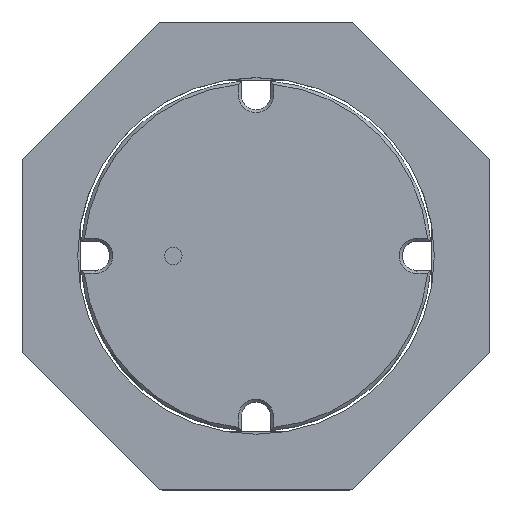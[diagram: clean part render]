
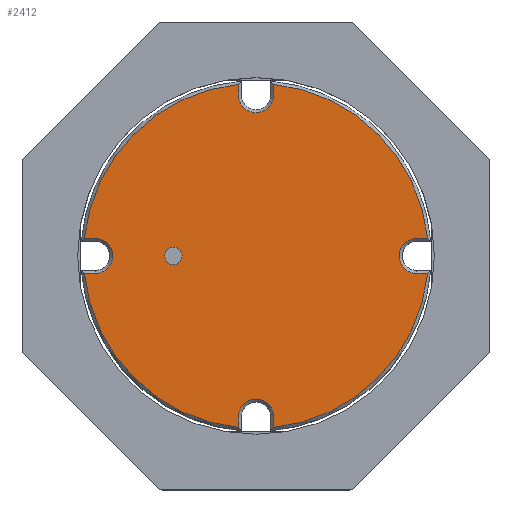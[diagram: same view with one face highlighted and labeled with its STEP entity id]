
A CAD part, top view. The second image highlights one B-rep face of the part: STEP entity #2412.
In plain terms, the highlighted planar face has unit normal (0, 0, 1).
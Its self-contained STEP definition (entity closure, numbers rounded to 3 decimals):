
#112=CARTESIAN_POINT('',(-1.415,0.15,1.8));
#113=VERTEX_POINT('',#112);
#122=CARTESIAN_POINT('',(-1.415,-0.15,1.8));
#123=VERTEX_POINT('',#122);
#124=CARTESIAN_POINT('',(-1.415,0.0,1.8));
#125=DIRECTION('',(0.0,0.0,-1.0));
#126=DIRECTION('',(0.0,1.0,0.0));
#127=AXIS2_PLACEMENT_3D('',#124,#125,#126);
#128=CIRCLE('',#127,0.15);
#129=EDGE_CURVE('',#123,#113,#128,.T.);
#484=CARTESIAN_POINT('',(2.935,0.3,1.8));
#485=VERTEX_POINT('',#484);
#493=CARTESIAN_POINT('',(2.75,0.3,1.8));
#494=VERTEX_POINT('',#493);
#495=CARTESIAN_POINT('',(2.75,0.3,1.8));
#496=DIRECTION('',(1.0,0.0,0.0));
#497=VECTOR('',#496,0.185);
#498=LINE('',#495,#497);
#499=EDGE_CURVE('',#494,#485,#498,.T.);
#515=CARTESIAN_POINT('',(2.935,-0.3,1.8));
#516=VERTEX_POINT('',#515);
#517=CARTESIAN_POINT('',(2.75,-0.3,1.8));
#518=VERTEX_POINT('',#517);
#519=CARTESIAN_POINT('',(2.935,-0.3,1.8));
#520=DIRECTION('',(-1.0,0.0,0.0));
#521=VECTOR('',#520,0.185);
#522=LINE('',#519,#521);
#523=EDGE_CURVE('',#516,#518,#522,.T.);
#664=CARTESIAN_POINT('',(-2.935,-0.3,1.8));
#665=VERTEX_POINT('',#664);
#673=CARTESIAN_POINT('',(-2.75,-0.3,1.8));
#674=VERTEX_POINT('',#673);
#675=CARTESIAN_POINT('',(-2.75,-0.3,1.8));
#676=DIRECTION('',(-1.0,0.0,0.0));
#677=VECTOR('',#676,0.185);
#678=LINE('',#675,#677);
#679=EDGE_CURVE('',#674,#665,#678,.T.);
#727=CARTESIAN_POINT('',(-2.75,0.3,1.8));
#728=VERTEX_POINT('',#727);
#745=CARTESIAN_POINT('',(-2.75,0.0,1.8));
#746=DIRECTION('',(0.0,0.0,-1.0));
#747=DIRECTION('',(0.0,-1.0,0.0));
#748=AXIS2_PLACEMENT_3D('',#745,#746,#747);
#749=CIRCLE('',#748,0.3);
#750=EDGE_CURVE('',#728,#674,#749,.T.);
#760=CARTESIAN_POINT('',(-0.3,-2.935,1.8));
#761=VERTEX_POINT('',#760);
#771=CARTESIAN_POINT('',(0.0,0.0,1.8));
#772=DIRECTION('',(0.0,0.0,-1.0));
#773=DIRECTION('',(0.0,-1.0,0.0));
#774=AXIS2_PLACEMENT_3D('',#771,#772,#773);
#775=CIRCLE('',#774,2.95);
#776=EDGE_CURVE('',#665,#761,#775,.F.);
#794=CARTESIAN_POINT('',(-2.935,0.3,1.8));
#795=VERTEX_POINT('',#794);
#805=CARTESIAN_POINT('',(-0.3,2.935,1.8));
#806=VERTEX_POINT('',#805);
#807=CARTESIAN_POINT('',(0.0,0.0,1.8));
#808=DIRECTION('',(0.0,0.0,-1.0));
#809=DIRECTION('',(0.0,-1.0,0.0));
#810=AXIS2_PLACEMENT_3D('',#807,#808,#809);
#811=CIRCLE('',#810,2.95);
#812=EDGE_CURVE('',#806,#795,#811,.F.);
#882=CARTESIAN_POINT('',(-0.3,-2.75,1.8));
#883=VERTEX_POINT('',#882);
#884=CARTESIAN_POINT('',(-0.3,-2.935,1.8));
#885=DIRECTION('',(0.0,1.0,0.0));
#886=VECTOR('',#885,0.185);
#887=LINE('',#884,#886);
#888=EDGE_CURVE('',#761,#883,#887,.T.);
#923=CARTESIAN_POINT('',(0.3,-2.75,1.8));
#924=VERTEX_POINT('',#923);
#931=CARTESIAN_POINT('',(0.0,-2.75,1.8));
#932=DIRECTION('',(0.0,0.0,-1.0));
#933=DIRECTION('',(0.0,-1.0,0.0));
#934=AXIS2_PLACEMENT_3D('',#931,#932,#933);
#935=CIRCLE('',#934,0.3);
#936=EDGE_CURVE('',#883,#924,#935,.T.);
#1004=CARTESIAN_POINT('',(-2.935,0.3,1.8));
#1005=DIRECTION('',(1.0,0.0,0.0));
#1006=VECTOR('',#1005,0.185);
#1007=LINE('',#1004,#1006);
#1008=EDGE_CURVE('',#795,#728,#1007,.T.);
#1132=CARTESIAN_POINT('',(-1.415,0.0,1.8));
#1133=DIRECTION('',(0.0,0.0,-1.0));
#1134=DIRECTION('',(0.0,1.0,0.0));
#1135=AXIS2_PLACEMENT_3D('',#1132,#1133,#1134);
#1136=CIRCLE('',#1135,0.15);
#1137=EDGE_CURVE('',#113,#123,#1136,.T.);
#1147=CARTESIAN_POINT('',(0.3,2.75,1.8));
#1148=VERTEX_POINT('',#1147);
#1156=CARTESIAN_POINT('',(-0.3,2.75,1.8));
#1157=VERTEX_POINT('',#1156);
#1164=CARTESIAN_POINT('',(0.0,2.75,1.8));
#1165=DIRECTION('',(0.0,0.0,-1.0));
#1166=DIRECTION('',(0.0,-1.0,0.0));
#1167=AXIS2_PLACEMENT_3D('',#1164,#1165,#1166);
#1168=CIRCLE('',#1167,0.3);
#1169=EDGE_CURVE('',#1148,#1157,#1168,.T.);
#1179=CARTESIAN_POINT('',(0.3,2.935,1.8));
#1180=VERTEX_POINT('',#1179);
#1181=CARTESIAN_POINT('',(0.3,2.935,1.8));
#1182=DIRECTION('',(0.0,-1.0,0.0));
#1183=VECTOR('',#1182,0.185);
#1184=LINE('',#1181,#1183);
#1185=EDGE_CURVE('',#1180,#1148,#1184,.T.);
#1247=CARTESIAN_POINT('',(0.0,0.0,1.8));
#1248=DIRECTION('',(0.0,0.0,-1.0));
#1249=DIRECTION('',(0.0,-1.0,0.0));
#1250=AXIS2_PLACEMENT_3D('',#1247,#1248,#1249);
#1251=CIRCLE('',#1250,2.95);
#1252=EDGE_CURVE('',#485,#1180,#1251,.F.);
#1265=CARTESIAN_POINT('',(0.3,-2.935,1.8));
#1266=VERTEX_POINT('',#1265);
#1267=CARTESIAN_POINT('',(0.0,0.0,1.8));
#1268=DIRECTION('',(0.0,0.0,-1.0));
#1269=DIRECTION('',(0.0,-1.0,0.0));
#1270=AXIS2_PLACEMENT_3D('',#1267,#1268,#1269);
#1271=CIRCLE('',#1270,2.95);
#1272=EDGE_CURVE('',#1266,#516,#1271,.F.);
#2042=CARTESIAN_POINT('',(0.3,-2.75,1.8));
#2043=DIRECTION('',(0.0,-1.0,0.0));
#2044=VECTOR('',#2043,0.185);
#2045=LINE('',#2042,#2044);
#2046=EDGE_CURVE('',#924,#1266,#2045,.T.);
#2239=CARTESIAN_POINT('',(-0.3,2.75,1.8));
#2240=DIRECTION('',(0.0,1.0,0.0));
#2241=VECTOR('',#2240,0.185);
#2242=LINE('',#2239,#2241);
#2243=EDGE_CURVE('',#1157,#806,#2242,.T.);
#2363=CARTESIAN_POINT('',(2.75,0.0,1.8));
#2364=DIRECTION('',(0.0,0.0,-1.0));
#2365=DIRECTION('',(0.0,-1.0,0.0));
#2366=AXIS2_PLACEMENT_3D('',#2363,#2364,#2365);
#2367=CIRCLE('',#2366,0.3);
#2368=EDGE_CURVE('',#518,#494,#2367,.T.);
#2385=CARTESIAN_POINT('',(0.629,1.579,1.8));
#2386=DIRECTION('',(0.0,0.0,-1.0));
#2387=DIRECTION('',(1.0,0.0,0.0));
#2388=AXIS2_PLACEMENT_3D('',#2385,#2386,#2387);
#2389=PLANE('',#2388);
#2390=ORIENTED_EDGE('',*,*,#1252,.T.);
#2391=ORIENTED_EDGE('',*,*,#1185,.T.);
#2392=ORIENTED_EDGE('',*,*,#1169,.T.);
#2393=ORIENTED_EDGE('',*,*,#2243,.T.);
#2394=ORIENTED_EDGE('',*,*,#812,.T.);
#2395=ORIENTED_EDGE('',*,*,#1008,.T.);
#2396=ORIENTED_EDGE('',*,*,#750,.T.);
#2397=ORIENTED_EDGE('',*,*,#679,.T.);
#2398=ORIENTED_EDGE('',*,*,#776,.T.);
#2399=ORIENTED_EDGE('',*,*,#888,.T.);
#2400=ORIENTED_EDGE('',*,*,#936,.T.);
#2401=ORIENTED_EDGE('',*,*,#2046,.T.);
#2402=ORIENTED_EDGE('',*,*,#1272,.T.);
#2403=ORIENTED_EDGE('',*,*,#523,.T.);
#2404=ORIENTED_EDGE('',*,*,#2368,.T.);
#2405=ORIENTED_EDGE('',*,*,#499,.T.);
#2406=EDGE_LOOP('',(#2390,#2391,#2392,#2393,#2394,#2395,#2396,#2397,#2398,#2399,#2400,#2401,#2402,#2403,#2404,#2405));
#2407=FACE_OUTER_BOUND('',#2406,.T.);
#2408=ORIENTED_EDGE('',*,*,#1137,.T.);
#2409=ORIENTED_EDGE('',*,*,#129,.T.);
#2410=EDGE_LOOP('',(#2408,#2409));
#2411=FACE_BOUND('',#2410,.T.);
#2412=ADVANCED_FACE('',(#2407,#2411),#2389,.F.);
